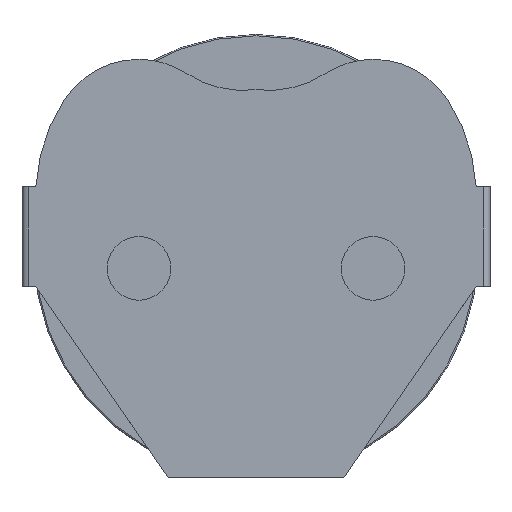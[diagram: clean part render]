
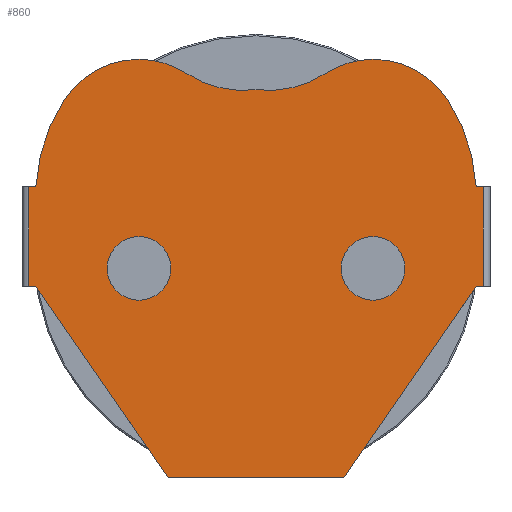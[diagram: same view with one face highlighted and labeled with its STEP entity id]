
A CAD part, top view. The second image highlights one B-rep face of the part: STEP entity #860.
In plain terms, the highlighted planar face has unit normal (0, 0, 1).
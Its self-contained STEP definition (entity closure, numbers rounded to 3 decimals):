
#26=FACE_BOUND('',#326,.T.);
#27=FACE_BOUND('',#327,.T.);
#53=PLANE('',#963);
#64=LINE('',#1281,#144);
#65=LINE('',#1284,#145);
#83=LINE('',#1324,#163);
#86=LINE('',#1330,#166);
#92=LINE('',#1351,#172);
#102=LINE('',#1389,#182);
#108=LINE('',#1401,#188);
#124=LINE('',#1447,#204);
#126=LINE('',#1451,#206);
#128=LINE('',#1454,#208);
#131=LINE('',#1465,#211);
#144=VECTOR('',#1027,10.);
#145=VECTOR('',#1030,10.);
#163=VECTOR('',#1070,10.);
#166=VECTOR('',#1075,10.);
#172=VECTOR('',#1095,10.);
#182=VECTOR('',#1131,10.);
#188=VECTOR('',#1141,10.);
#204=VECTOR('',#1189,10.);
#206=VECTOR('',#1193,10.);
#208=VECTOR('',#1197,10.);
#211=VECTOR('',#1210,10.);
#276=FACE_OUTER_BOUND('',#325,.T.);
#325=EDGE_LOOP('',(#791,#792,#793,#794,#795,#796,#797,#798,#799,#800,#801,
#802,#803,#804,#805,#806,#807,#808,#809));
#326=EDGE_LOOP('',(#810));
#327=EDGE_LOOP('',(#811));
#343=CIRCLE('',#910,1.15);
#346=CIRCLE('',#916,3.798);
#348=CIRCLE('',#919,3.2);
#350=CIRCLE('',#923,3.2);
#352=CIRCLE('',#926,6.422);
#364=CIRCLE('',#950,1.15);
#365=CIRCLE('',#955,3.798);
#366=CIRCLE('',#957,3.2);
#367=CIRCLE('',#960,3.2);
#368=CIRCLE('',#962,6.422);
#386=VERTEX_POINT('',#1275);
#388=VERTEX_POINT('',#1279);
#389=VERTEX_POINT('',#1283);
#397=VERTEX_POINT('',#1314);
#400=VERTEX_POINT('',#1322);
#402=VERTEX_POINT('',#1328);
#405=VERTEX_POINT('',#1335);
#406=VERTEX_POINT('',#1337);
#408=VERTEX_POINT('',#1343);
#410=VERTEX_POINT('',#1349);
#412=VERTEX_POINT('',#1355);
#424=VERTEX_POINT('',#1386);
#425=VERTEX_POINT('',#1388);
#429=VERTEX_POINT('',#1399);
#442=VERTEX_POINT('',#1442);
#443=VERTEX_POINT('',#1446);
#444=VERTEX_POINT('',#1450);
#445=VERTEX_POINT('',#1456);
#446=VERTEX_POINT('',#1460);
#447=VERTEX_POINT('',#1464);
#448=VERTEX_POINT('',#1468);
#473=EDGE_CURVE('',#386,#388,#64,.T.);
#474=EDGE_CURVE('',#386,#389,#65,.T.);
#490=EDGE_CURVE('',#397,#397,#343,.T.);
#495=EDGE_CURVE('',#400,#388,#83,.T.);
#498=EDGE_CURVE('',#402,#400,#86,.T.);
#501=EDGE_CURVE('',#405,#406,#346,.T.);
#505=EDGE_CURVE('',#408,#405,#348,.T.);
#508=EDGE_CURVE('',#410,#408,#92,.T.);
#511=EDGE_CURVE('',#412,#410,#350,.T.);
#513=EDGE_CURVE('',#389,#412,#352,.T.);
#526=EDGE_CURVE('',#424,#425,#102,.T.);
#533=EDGE_CURVE('',#424,#429,#108,.T.);
#554=EDGE_CURVE('',#442,#442,#364,.T.);
#556=EDGE_CURVE('',#443,#425,#124,.T.);
#558=EDGE_CURVE('',#444,#443,#126,.T.);
#560=EDGE_CURVE('',#444,#402,#128,.T.);
#561=EDGE_CURVE('',#445,#406,#365,.T.);
#563=EDGE_CURVE('',#446,#445,#366,.T.);
#565=EDGE_CURVE('',#447,#446,#131,.T.);
#567=EDGE_CURVE('',#448,#447,#367,.T.);
#569=EDGE_CURVE('',#429,#448,#368,.T.);
#791=ORIENTED_EDGE('',*,*,#526,.F.);
#792=ORIENTED_EDGE('',*,*,#533,.T.);
#793=ORIENTED_EDGE('',*,*,#569,.T.);
#794=ORIENTED_EDGE('',*,*,#567,.T.);
#795=ORIENTED_EDGE('',*,*,#565,.T.);
#796=ORIENTED_EDGE('',*,*,#563,.T.);
#797=ORIENTED_EDGE('',*,*,#561,.T.);
#798=ORIENTED_EDGE('',*,*,#501,.F.);
#799=ORIENTED_EDGE('',*,*,#505,.F.);
#800=ORIENTED_EDGE('',*,*,#508,.F.);
#801=ORIENTED_EDGE('',*,*,#511,.F.);
#802=ORIENTED_EDGE('',*,*,#513,.F.);
#803=ORIENTED_EDGE('',*,*,#474,.F.);
#804=ORIENTED_EDGE('',*,*,#473,.T.);
#805=ORIENTED_EDGE('',*,*,#495,.F.);
#806=ORIENTED_EDGE('',*,*,#498,.F.);
#807=ORIENTED_EDGE('',*,*,#560,.F.);
#808=ORIENTED_EDGE('',*,*,#558,.T.);
#809=ORIENTED_EDGE('',*,*,#556,.T.);
#810=ORIENTED_EDGE('',*,*,#490,.F.);
#811=ORIENTED_EDGE('',*,*,#554,.T.);
#860=ADVANCED_FACE('',(#276,#26,#27),#53,.T.);
#910=AXIS2_PLACEMENT_3D('',#1315,#1061,#1062);
#916=AXIS2_PLACEMENT_3D('',#1338,#1081,#1082);
#919=AXIS2_PLACEMENT_3D('',#1345,#1089,#1090);
#923=AXIS2_PLACEMENT_3D('',#1357,#1101,#1102);
#926=AXIS2_PLACEMENT_3D('',#1360,#1107,#1108);
#950=AXIS2_PLACEMENT_3D('',#1443,#1184,#1185);
#955=AXIS2_PLACEMENT_3D('',#1457,#1200,#1201);
#957=AXIS2_PLACEMENT_3D('',#1461,#1205,#1206);
#960=AXIS2_PLACEMENT_3D('',#1469,#1214,#1215);
#962=AXIS2_PLACEMENT_3D('',#1472,#1219,#1220);
#963=AXIS2_PLACEMENT_3D('',#1473,#1221,#1222);
#1027=DIRECTION('',(0.,-1.,0.));
#1030=DIRECTION('',(1.,0.,0.));
#1061=DIRECTION('center_axis',(0.,0.,1.));
#1062=DIRECTION('ref_axis',(-1.,0.,0.));
#1070=DIRECTION('',(-1.,0.,0.));
#1075=DIRECTION('',(-0.569,0.822,0.));
#1081=DIRECTION('center_axis',(0.,0.,1.));
#1082=DIRECTION('ref_axis',(0.114,-0.993,0.));
#1089=DIRECTION('center_axis',(0.,0.,-1.));
#1090=DIRECTION('ref_axis',(-0.838,0.546,0.));
#1095=DIRECTION('',(1.,0.,0.));
#1101=DIRECTION('center_axis',(0.,0.,-1.));
#1102=DIRECTION('ref_axis',(-0.838,0.546,0.));
#1107=DIRECTION('center_axis',(0.,0.,-1.));
#1108=DIRECTION('ref_axis',(-0.998,0.056,0.));
#1131=DIRECTION('',(0.,-1.,0.));
#1141=DIRECTION('',(-1.,0.,0.));
#1184=DIRECTION('center_axis',(0.,0.,-1.));
#1185=DIRECTION('ref_axis',(1.,0.,0.));
#1189=DIRECTION('',(1.,0.,0.));
#1193=DIRECTION('',(0.569,0.822,0.));
#1197=DIRECTION('',(-1.,0.,0.));
#1200=DIRECTION('center_axis',(0.,0.,-1.));
#1201=DIRECTION('ref_axis',(-0.114,-0.993,0.));
#1205=DIRECTION('center_axis',(0.,0.,1.));
#1206=DIRECTION('ref_axis',(0.838,0.546,0.));
#1210=DIRECTION('',(-1.,0.,0.));
#1214=DIRECTION('center_axis',(0.,0.,1.));
#1215=DIRECTION('ref_axis',(0.838,0.546,0.));
#1219=DIRECTION('center_axis',(0.,0.,1.));
#1220=DIRECTION('ref_axis',(0.998,0.056,0.));
#1221=DIRECTION('center_axis',(0.,0.,1.));
#1222=DIRECTION('ref_axis',(1.,0.,0.));
#1275=CARTESIAN_POINT('',(-8.2,10.5,0.1));
#1279=CARTESIAN_POINT('',(-8.2,6.9,0.1));
#1281=CARTESIAN_POINT('',(-8.2,7.225,0.1));
#1283=CARTESIAN_POINT('',(-7.95,10.5,0.1));
#1284=CARTESIAN_POINT('',(-8.45,10.5,0.1));
#1314=CARTESIAN_POINT('',(-3.075,7.55,0.1));
#1315=CARTESIAN_POINT('Origin',(-4.225,7.55,0.1));
#1322=CARTESIAN_POINT('',(-7.95,6.9,0.1));
#1324=CARTESIAN_POINT('',(-8.45,6.9,0.1));
#1328=CARTESIAN_POINT('',(-3.175,0.,0.1));
#1330=CARTESIAN_POINT('',(-3.175,0.,0.1));
#1335=CARTESIAN_POINT('',(-2.498,14.586,0.1));
#1337=CARTESIAN_POINT('',(0.,14.,0.1));
#1338=CARTESIAN_POINT('Origin',(-0.433,17.773,0.1));
#1343=CARTESIAN_POINT('',(-4.225,15.1,0.1));
#1345=CARTESIAN_POINT('Origin',(-4.238,11.9,0.1));
#1349=CARTESIAN_POINT('',(-4.25,15.1,0.1));
#1351=CARTESIAN_POINT('',(0.,15.1,0.1));
#1355=CARTESIAN_POINT('',(-6.919,13.647,0.1));
#1357=CARTESIAN_POINT('Origin',(-4.238,11.9,0.1));
#1360=CARTESIAN_POINT('Origin',(-1.538,10.141,0.1));
#1386=CARTESIAN_POINT('',(8.2,10.5,0.1));
#1388=CARTESIAN_POINT('',(8.2,6.9,0.1));
#1389=CARTESIAN_POINT('',(8.2,7.225,0.1));
#1399=CARTESIAN_POINT('',(7.95,10.5,0.1));
#1401=CARTESIAN_POINT('',(8.45,10.5,0.1));
#1442=CARTESIAN_POINT('',(3.075,7.55,0.1));
#1443=CARTESIAN_POINT('Origin',(4.225,7.55,0.1));
#1446=CARTESIAN_POINT('',(7.95,6.9,0.1));
#1447=CARTESIAN_POINT('',(8.45,6.9,0.1));
#1450=CARTESIAN_POINT('',(3.175,0.,0.1));
#1451=CARTESIAN_POINT('',(3.175,0.,0.1));
#1454=CARTESIAN_POINT('',(0.,0.,0.1));
#1456=CARTESIAN_POINT('',(2.498,14.586,0.1));
#1457=CARTESIAN_POINT('Origin',(0.433,17.773,0.1));
#1460=CARTESIAN_POINT('',(4.225,15.1,0.1));
#1461=CARTESIAN_POINT('Origin',(4.238,11.9,0.1));
#1464=CARTESIAN_POINT('',(4.25,15.1,0.1));
#1465=CARTESIAN_POINT('',(0.,15.1,0.1));
#1468=CARTESIAN_POINT('',(6.919,13.647,0.1));
#1469=CARTESIAN_POINT('Origin',(4.238,11.9,0.1));
#1472=CARTESIAN_POINT('Origin',(1.538,10.141,0.1));
#1473=CARTESIAN_POINT('Origin',(4.225,7.55,0.1));
